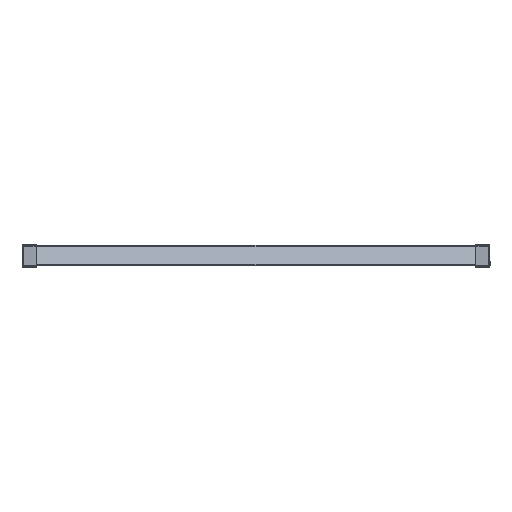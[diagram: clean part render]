
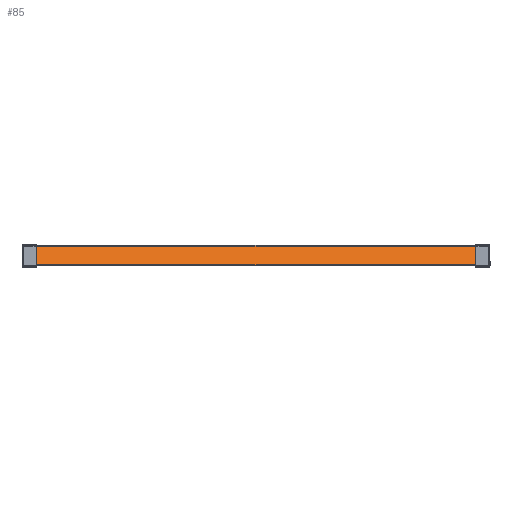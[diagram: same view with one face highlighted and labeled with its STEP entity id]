
A CAD part, front view. The second image highlights one B-rep face of the part: STEP entity #85.
In plain terms, the highlighted planar face has unit normal (0, -0.707, 0.707).
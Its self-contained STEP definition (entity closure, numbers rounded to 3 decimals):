
#16 = EDGE_CURVE ( 'Kenar12', #2642, #2508, #5979, .T. ) ;
#85 = ADVANCED_FACE ( 'NONE', ( #5519 ), #2774, .F. ) ;
#253 = VECTOR ( 'NONE', #1016, 1000. ) ;
#363 = CARTESIAN_POINT ( 'NONE',  ( 0., -15.8, 0.331 ) ) ;
#368 = VERTEX_POINT ( 'NONE', #363 ) ;
#554 = LINE ( 'NONE', #5521, #6185 ) ;
#597 = CARTESIAN_POINT ( 'NONE',  ( 0., -15.566, 0.566 ) ) ;
#605 = LINE ( 'NONE', #6704, #6167 ) ;
#1016 = DIRECTION ( 'NONE',  ( 0., -0.707, -0.707 ) ) ;
#2302 = DIRECTION ( 'NONE',  ( 0., 0.707, -0.707 ) ) ;
#2508 = VERTEX_POINT ( 'NONE', #6728 ) ;
#2642 = VERTEX_POINT ( 'NONE', #5183 ) ;
#2774 = PLANE ( 'NONE',  #3714 ) ;
#2935 = EDGE_CURVE ( 'NONE', #2508, #6095, #605, .T. ) ;
#3262 = CARTESIAN_POINT ( 'NONE',  ( 520., -15.566, 0.566 ) ) ;
#3297 = CARTESIAN_POINT ( 'NONE',  ( 520., -15.566, 0.566 ) ) ;
#3403 = VECTOR ( 'NONE', #6637, 1000. ) ;
#3444 = ORIENTED_EDGE ( 'NONE', *, *, #6072, .T. ) ;
#3714 = AXIS2_PLACEMENT_3D ( 'NONE', #3297, #2302, #4979 ) ;
#4390 = EDGE_CURVE ( 'Kenar14', #368, #6095, #4892, .T. ) ;
#4837 = ORIENTED_EDGE ( 'NONE', *, *, #16, .F. ) ;
#4892 = LINE ( 'NONE', #597, #3403 ) ;
#4979 = DIRECTION ( 'NONE',  ( 0., 0.707, 0.707 ) ) ;
#5007 = DIRECTION ( 'NONE',  ( -1., 0., 0. ) ) ;
#5183 = CARTESIAN_POINT ( 'NONE',  ( 520., -15.8, 0.331 ) ) ;
#5519 = FACE_OUTER_BOUND ( 'NONE', #5771, .T. ) ;
#5521 = CARTESIAN_POINT ( 'NONE',  ( 520., -15.8, 0.331 ) ) ;
#5771 = EDGE_LOOP ( 'NONE', ( #5874, #6972, #4837, #3444 ) ) ;
#5874 = ORIENTED_EDGE ( 'NONE', *, *, #4390, .T. ) ;
#5979 = LINE ( 'NONE', #3262, #253 ) ;
#6072 = EDGE_CURVE ( 'Kenar4', #2642, #368, #554, .T. ) ;
#6095 = VERTEX_POINT ( 'NONE', #6562 ) ;
#6167 = VECTOR ( 'NONE', #5007, 1000. ) ;
#6185 = VECTOR ( 'NONE', #7130, 1000. ) ;
#6562 = CARTESIAN_POINT ( 'NONE',  ( 0., -37.017, -20.886 ) ) ;
#6637 = DIRECTION ( 'NONE',  ( 0., -0.707, -0.707 ) ) ;
#6704 = CARTESIAN_POINT ( 'NONE',  ( 520., -37.017, -20.886 ) ) ;
#6728 = CARTESIAN_POINT ( 'NONE',  ( 520., -37.017, -20.886 ) ) ;
#6972 = ORIENTED_EDGE ( 'NONE', *, *, #2935, .F. ) ;
#7130 = DIRECTION ( 'NONE',  ( -1., 0., 0. ) ) ;
